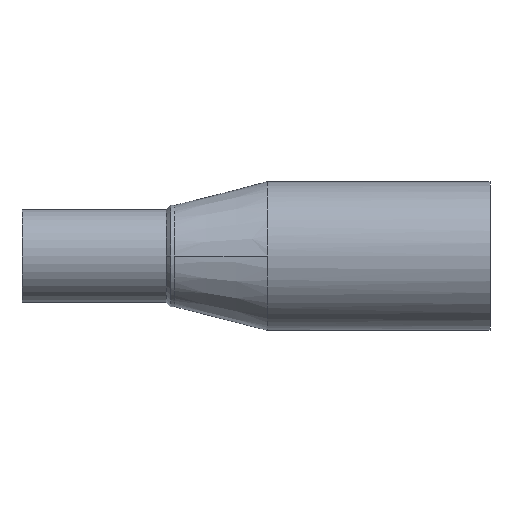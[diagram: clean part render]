
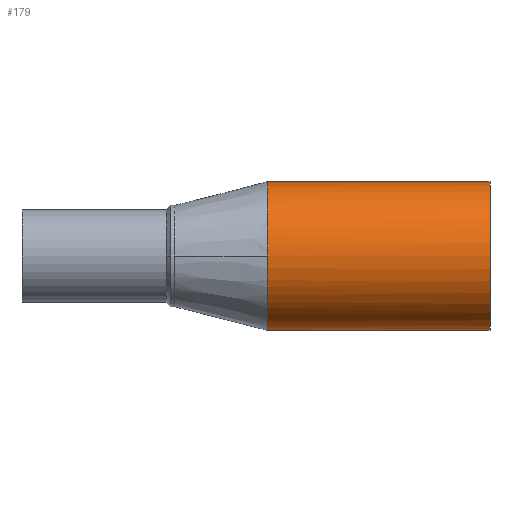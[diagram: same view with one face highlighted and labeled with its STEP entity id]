
A CAD part, front view. The second image highlights one B-rep face of the part: STEP entity #179.
In plain terms, the highlighted cylindrical face has radius 20 mm (diameter 40 mm), a partial arc.
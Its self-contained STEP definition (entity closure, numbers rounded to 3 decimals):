
#171 = VERTEX_POINT( '', #405 );
#173 = VERTEX_POINT( '', #407 );
#175 = VERTEX_POINT( '', #409 );
#179 = ADVANCED_FACE( '', ( #413 ), #414, .T. );
#181 = VERTEX_POINT( '', #416 );
#203 = EDGE_CURVE( '', #173, #175, #439, .T. );
#227 = VERTEX_POINT( '', #464 );
#255 = EDGE_CURVE( '', #175, #181, #496, .T. );
#275 = EDGE_CURVE( '', #171, #227, #520, .T. );
#295 = EDGE_CURVE( '', #227, #173, #541, .T. );
#305 = EDGE_CURVE( '', #181, #171, #552, .T. );
#405 = CARTESIAN_POINT( '', ( 126., 0., -20. ) );
#407 = CARTESIAN_POINT( '', ( 66., 0., 20. ) );
#409 = CARTESIAN_POINT( '', ( 66., -20., 0. ) );
#413 = FACE_OUTER_BOUND( '', #894, .T. );
#414 = CYLINDRICAL_SURFACE( '', #895, 20. );
#416 = CARTESIAN_POINT( '', ( 66., 0., -20. ) );
#439 = B_SPLINE_CURVE_WITH_KNOTS( '', 3, ( #931, #932, #933, #934, #935, #936, #937, #938, #939 ), .UNSPECIFIED., .F., .F., ( 4, 1, 1, 1, 1, 1, 4 ), ( 1.571, 1.767, 2.062, 2.356, 2.651, 2.945, 3.142 ), .UNSPECIFIED. );
#464 = CARTESIAN_POINT( '', ( 126., 0., 20. ) );
#496 = B_SPLINE_CURVE_WITH_KNOTS( '', 3, ( #1214, #1215, #1216, #1217, #1218, #1219, #1220, #1221, #1222 ), .UNSPECIFIED., .F., .F., ( 4, 1, 1, 1, 1, 1, 4 ), ( 3.142, 3.24, 3.534, 3.829, 4.123, 4.418, 4.712 ), .UNSPECIFIED. );
#520 = CIRCLE( '', #1287, 20. );
#541 = LINE( '', #1505, #1506 );
#552 = LINE( '', #1522, #1523 );
#894 = EDGE_LOOP( '', ( #1905, #1906, #1907, #1908, #1909 ) );
#895 = AXIS2_PLACEMENT_3D( '', #1910, #1911, #1912 );
#931 = CARTESIAN_POINT( '', ( 66., 0., 20. ) );
#932 = CARTESIAN_POINT( '', ( 66., -1.309, 20. ) );
#933 = CARTESIAN_POINT( '', ( 66., -4.582, 19.678 ) );
#934 = CARTESIAN_POINT( '', ( 66., -9.565, 17.895 ) );
#935 = CARTESIAN_POINT( '', ( 66., -14.348, 14.348 ) );
#936 = CARTESIAN_POINT( '', ( 66., -17.895, 9.565 ) );
#937 = CARTESIAN_POINT( '', ( 66., -19.678, 4.582 ) );
#938 = CARTESIAN_POINT( '', ( 66., -20., 1.309 ) );
#939 = CARTESIAN_POINT( '', ( 66., -20., 0. ) );
#1214 = CARTESIAN_POINT( '', ( 66., -20., 0. ) );
#1215 = CARTESIAN_POINT( '', ( 66., -20., -0.655 ) );
#1216 = CARTESIAN_POINT( '', ( 66., -19.872, -3.273 ) );
#1217 = CARTESIAN_POINT( '', ( 66., -18.747, -7.765 ) );
#1218 = CARTESIAN_POINT( '', ( 66., -15.685, -12.873 ) );
#1219 = CARTESIAN_POINT( '', ( 66., -11.273, -16.872 ) );
#1220 = CARTESIAN_POINT( '', ( 66., -5.89, -19.418 ) );
#1221 = CARTESIAN_POINT( '', ( 66., -1.963, -20. ) );
#1222 = CARTESIAN_POINT( '', ( 66., 0., -20. ) );
#1287 = AXIS2_PLACEMENT_3D( '', #2011, #2012, #2013 );
#1505 = CARTESIAN_POINT( '', ( 66., 0., 20. ) );
#1506 = VECTOR( '', #2026, 1. );
#1522 = CARTESIAN_POINT( '', ( 66., 0., -20. ) );
#1523 = VECTOR( '', #2038, 1. );
#1905 = ORIENTED_EDGE( '', *, *, #305, .T. );
#1906 = ORIENTED_EDGE( '', *, *, #275, .T. );
#1907 = ORIENTED_EDGE( '', *, *, #295, .T. );
#1908 = ORIENTED_EDGE( '', *, *, #203, .T. );
#1909 = ORIENTED_EDGE( '', *, *, #255, .T. );
#1910 = CARTESIAN_POINT( '', ( 66., 0., 0. ) );
#1911 = DIRECTION( '', ( -1., 0., 0. ) );
#1912 = DIRECTION( '', ( 0., 0., -1. ) );
#2011 = CARTESIAN_POINT( '', ( 126., 0., 0. ) );
#2012 = DIRECTION( '', ( -1., 0., 0. ) );
#2013 = DIRECTION( '', ( 0., 0., -1. ) );
#2026 = DIRECTION( '', ( -1., 0., 0. ) );
#2038 = DIRECTION( '', ( 1., 0., 0. ) );
